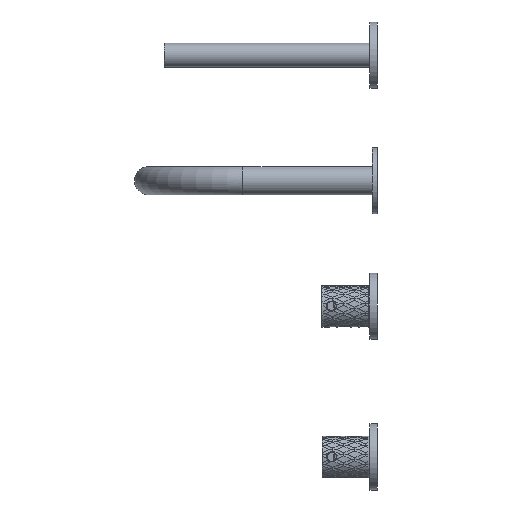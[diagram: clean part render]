
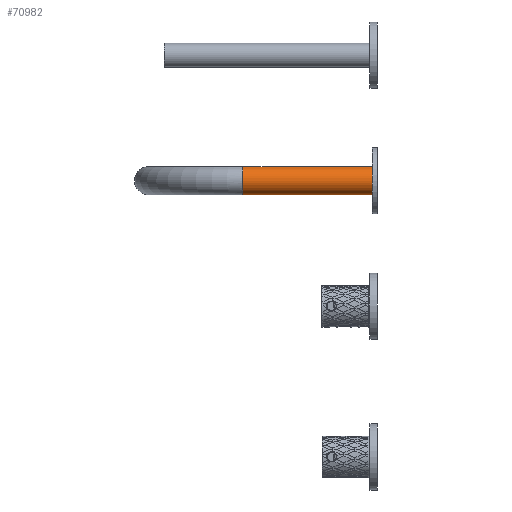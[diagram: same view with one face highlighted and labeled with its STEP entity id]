
A CAD part, left-side view. The second image highlights one B-rep face of the part: STEP entity #70982.
In plain terms, the highlighted cylindrical face has radius 14 mm (diameter 28 mm), a full revolution.
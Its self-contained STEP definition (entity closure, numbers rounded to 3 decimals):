
#4604 = CARTESIAN_POINT ( 'NONE',  ( 14., -4.6, 275. ) ) ;
#27319 = VERTEX_POINT ( 'NONE', #61688 ) ;
#33443 = EDGE_LOOP ( 'NONE', ( #41203 ) ) ;
#33733 = DIRECTION ( 'NONE',  ( 1., 0., 0. ) ) ;
#34024 = CARTESIAN_POINT ( 'NONE',  ( 0., 129.4, 275. ) ) ;
#35852 = DIRECTION ( 'NONE',  ( 0., 0., -1. ) ) ;
#39482 = EDGE_LOOP ( 'NONE', ( #44394 ) ) ;
#41203 = ORIENTED_EDGE ( 'NONE', *, *, #53925, .F. ) ;
#41797 = FACE_OUTER_BOUND ( 'NONE', #33443, .T. ) ;
#44394 = ORIENTED_EDGE ( 'NONE', *, *, #83743, .F. ) ;
#45913 = DIRECTION ( 'NONE',  ( 0., 1., 0. ) ) ;
#47479 = CARTESIAN_POINT ( 'NONE',  ( 0., -4.6, 275. ) ) ;
#49125 = AXIS2_PLACEMENT_3D ( 'NONE', #47479, #76323, #33733 ) ;
#53891 = AXIS2_PLACEMENT_3D ( 'NONE', #79816, #45913, #59651 ) ;
#53925 = EDGE_CURVE ( 'NONE', #66887, #66887, #57960, .T. ) ;
#57960 = CIRCLE ( 'NONE', #49125, 14. ) ;
#59651 = DIRECTION ( 'NONE',  ( 0., 0., 1. ) ) ;
#59705 = CIRCLE ( 'NONE', #53891, 14. ) ;
#61688 = CARTESIAN_POINT ( 'NONE',  ( 0., 129.4, 289. ) ) ;
#66887 = VERTEX_POINT ( 'NONE', #4604 ) ;
#70652 = DIRECTION ( 'NONE',  ( 0., -1., 0. ) ) ;
#70982 = ADVANCED_FACE ( 'NONE', ( #83948, #41797 ), #90370, .T. ) ;
#76323 = DIRECTION ( 'NONE',  ( 0., -1., 0. ) ) ;
#79192 = AXIS2_PLACEMENT_3D ( 'NONE', #34024, #70652, #35852 ) ;
#79816 = CARTESIAN_POINT ( 'NONE',  ( 0., 129.4, 275. ) ) ;
#83743 = EDGE_CURVE ( 'NONE', #27319, #27319, #59705, .T. ) ;
#83948 = FACE_OUTER_BOUND ( 'NONE', #39482, .T. ) ;
#90370 = CYLINDRICAL_SURFACE ( 'NONE', #79192, 14. ) ;
